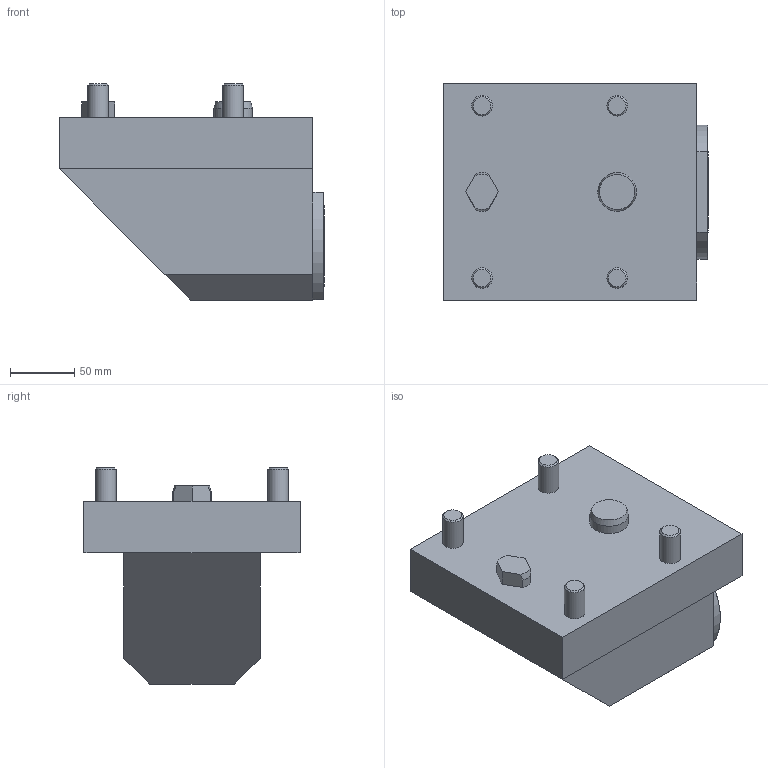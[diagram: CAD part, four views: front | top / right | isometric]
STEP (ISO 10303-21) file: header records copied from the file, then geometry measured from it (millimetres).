
FILE_DESCRIPTION(/* description */ (''),/* implementation_level */ '2;1');
FILE_NAME(/* name */ '1597322663456.stp',/* time_stamp */ '2020-08-13T14:44:32+02:00',/* author */ (''),/* organization */ ('SMS'),/* preprocessor_version */ 'ST-DEVELOPER v16.7',/* originating_system */ 'SIEMENS PLM Software NX 12.0',/* authorisation */ '');
FILE_SCHEMA (('AUTOMOTIVE_DESIGN { 1 0 10303 214 3 1 1 1 }'));
Length unit declared in the file: millimetre
Products named in the file (1): 201639684mod000_01
Bounding box: 206 x 168 x 168 mm (x, y, z)
Volume: 2908653.1 mm3; surface area: 152284.8 mm2
Topology: 1 solids, 1 shells, 57 faces, 130 edges, 88 vertices
Faces by surface type: plane 31, cone 15, cylinder 11
Full cylindrical faces by diameter (mm): 4 x1, 16 x4, 29.995 x1, 63 x1
Entity records: 1624 total; most frequent: CARTESIAN_POINT 336, DIRECTION 267, ORIENTED_EDGE 224, EDGE_CURVE 112, AXIS2_PLACEMENT_3D 103, EDGE_LOOP 79, VERTEX_POINT 79, LINE 61
